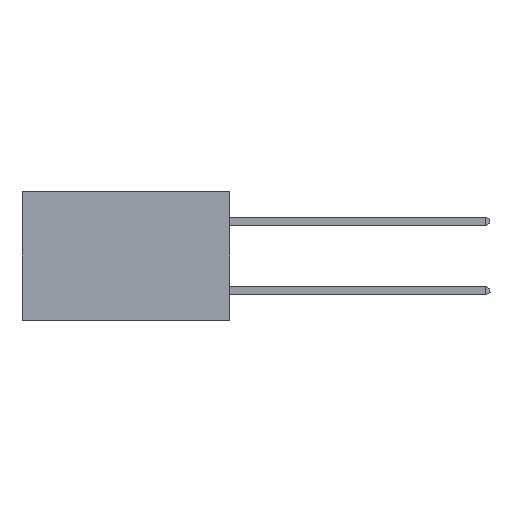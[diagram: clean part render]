
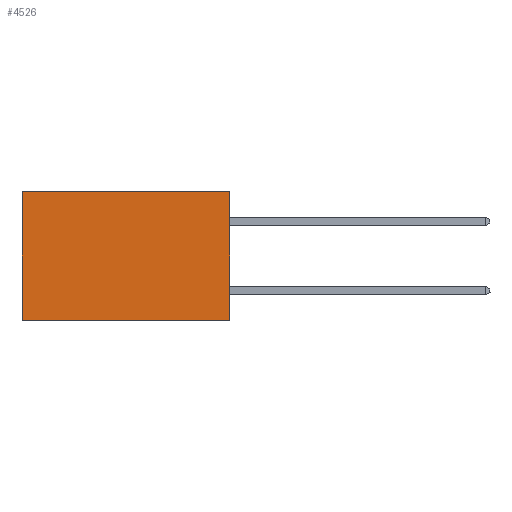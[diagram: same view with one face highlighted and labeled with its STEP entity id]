
A CAD part, left-side view. The second image highlights one B-rep face of the part: STEP entity #4526.
In plain terms, the highlighted planar face has unit normal (-1, 0, 0).
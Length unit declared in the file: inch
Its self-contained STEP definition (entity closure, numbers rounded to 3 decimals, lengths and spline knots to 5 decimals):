
#527 = ORIENTED_EDGE ( 'NONE', *, *, #5213, .T. ) ;
#960 = VECTOR ( 'NONE', #9804, 39.37008 ) ;
#1017 = CARTESIAN_POINT ( 'NONE',  ( 0.298, 0., 0. ) ) ;
#1018 = VECTOR ( 'NONE', #14394, 39.37008 ) ;
#1077 = CARTESIAN_POINT ( 'NONE',  ( 0.298, 0., -0.37 ) ) ;
#1231 = FACE_OUTER_BOUND ( 'NONE', #9150, .T. ) ;
#2451 = ORIENTED_EDGE ( 'NONE', *, *, #5175, .F. ) ;
#2533 = CARTESIAN_POINT ( 'NONE',  ( 0.298, 0., -0.37 ) ) ;
#2799 = ORIENTED_EDGE ( 'NONE', *, *, #15894, .T. ) ;
#4412 = PLANE ( 'NONE',  #10860 ) ;
#4526 = ADVANCED_FACE ( 'NONE', ( #1231 ), #4412, .F. ) ;
#4578 = VERTEX_POINT ( 'NONE', #1077 ) ;
#4931 = CARTESIAN_POINT ( 'NONE',  ( 0.298, 0.6, 0. ) ) ;
#5175 = EDGE_CURVE ( 'NONE', #12275, #4578, #17449, .T. ) ;
#5213 = EDGE_CURVE ( 'NONE', #12275, #8146, #7425, .T. ) ;
#5263 = LINE ( 'NONE', #2533, #19942 ) ;
#6207 = CARTESIAN_POINT ( 'NONE',  ( 0.298, 0.6, 0. ) ) ;
#7425 = LINE ( 'NONE', #19650, #960 ) ;
#8108 = CARTESIAN_POINT ( 'NONE',  ( 0.298, 0., 0. ) ) ;
#8146 = VERTEX_POINT ( 'NONE', #4931 ) ;
#8600 = VERTEX_POINT ( 'NONE', #16589 ) ;
#9150 = EDGE_LOOP ( 'NONE', ( #2799, #15911, #2451, #527 ) ) ;
#9804 = DIRECTION ( 'NONE',  ( 0., 1., 0. ) ) ;
#10817 = DIRECTION ( 'NONE',  ( 0., 0., -1. ) ) ;
#10860 = AXIS2_PLACEMENT_3D ( 'NONE', #1017, #19305, #11110 ) ;
#11110 = DIRECTION ( 'NONE',  ( 0., 0., -1. ) ) ;
#12275 = VERTEX_POINT ( 'NONE', #8108 ) ;
#14177 = EDGE_CURVE ( 'NONE', #4578, #8600, #5263, .T. ) ;
#14394 = DIRECTION ( 'NONE',  ( 0., 0., -1. ) ) ;
#15558 = CARTESIAN_POINT ( 'NONE',  ( 0.298, 0., 0. ) ) ;
#15894 = EDGE_CURVE ( 'NONE', #8146, #8600, #17263, .T. ) ;
#15911 = ORIENTED_EDGE ( 'NONE', *, *, #14177, .F. ) ;
#16589 = CARTESIAN_POINT ( 'NONE',  ( 0.298, 0.6, -0.37 ) ) ;
#17263 = LINE ( 'NONE', #6207, #1018 ) ;
#17449 = LINE ( 'NONE', #15558, #17724 ) ;
#17724 = VECTOR ( 'NONE', #10817, 39.37008 ) ;
#19041 = DIRECTION ( 'NONE',  ( 0., 1., 0. ) ) ;
#19305 = DIRECTION ( 'NONE',  ( 1., 0., 0. ) ) ;
#19650 = CARTESIAN_POINT ( 'NONE',  ( 0.298, 0., 0. ) ) ;
#19942 = VECTOR ( 'NONE', #19041, 39.37008 ) ;
